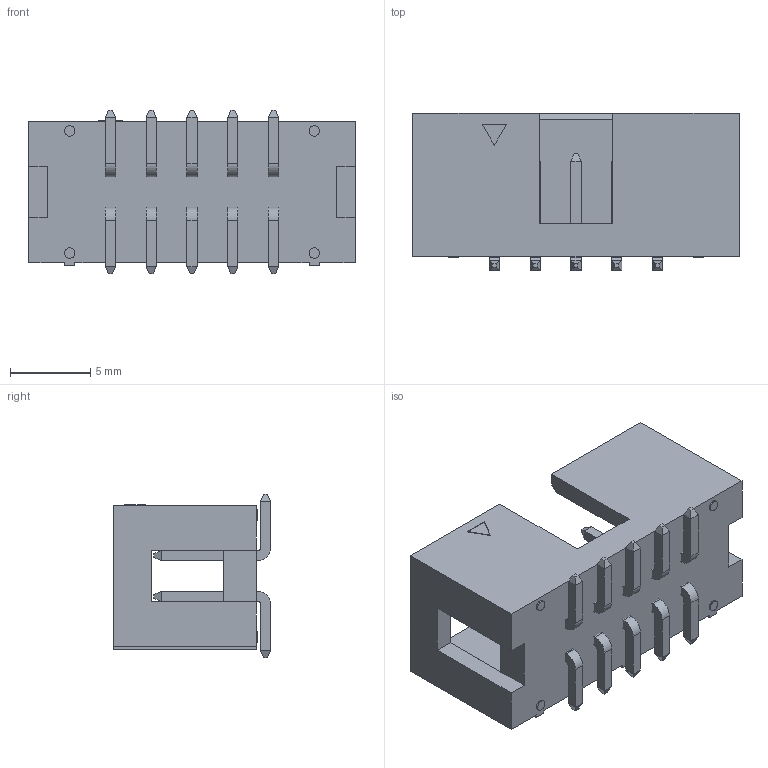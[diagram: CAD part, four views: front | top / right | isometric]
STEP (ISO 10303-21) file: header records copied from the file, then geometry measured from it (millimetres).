
FILE_DESCRIPTION(/* description */ (' PTC IGES file: 3020-10-0300-xx.igs '),/* implementation_level */ '2;1');
FILE_NAME(/* name */ 'Header_05x02Shrouded.stp',/* time_stamp */ '2020-01-19T22:59:54-05:00',/* author */ ('Ishaan'),/* organization */ ('Unknown'),/* preprocessor_version */ 'ST-DEVELOPER v18',/* originating_system */ 'Autodesk Inventor 2020',/* authorisation */ '');
FILE_SCHEMA (('AUTOMOTIVE_DESIGN { 1 0 10303 214 3 1 1 }'));
Length unit declared in the file: millimetre
Products named in the file (1): 3020-10-0300-xx
Bounding box: 20.32 x 9.8 x 10.2 mm (x, y, z)
Surface area: 1468.3 mm2 (no closed solid volume)
Topology: 0 solids, 279 shells, 279 faces, 1288 edges, 1288 vertices
Faces by surface type: plane 247, cylinder 32
Entity records: 13510 total; most frequent: CARTESIAN_POINT 2856, DIRECTION 1968, VERTEX_POINT 1288, EDGE_CURVE 1288, ORIENTED_EDGE 1288, LINE 1168, VECTOR 1168, AXIS2_PLACEMENT_3D 400
